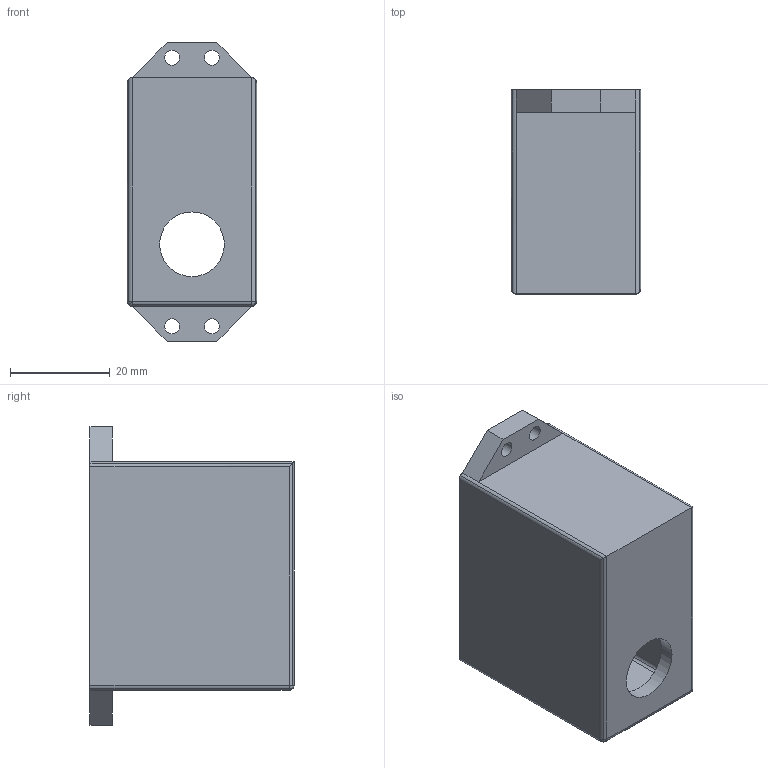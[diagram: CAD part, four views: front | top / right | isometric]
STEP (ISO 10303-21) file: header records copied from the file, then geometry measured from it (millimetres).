
FILE_DESCRIPTION (( 'STEP AP203' ), '1' );
FILE_NAME ('servo_holder_2.step_Default_sldprt.STEP', '2025-06-27T13:49:57', ( '' ), ( '' ), 'SwSTEP 2.0', 'SolidWorks 2024', '' );
FILE_SCHEMA (( 'CONFIG_CONTROL_DESIGN' ));
Length unit declared in the file: metre
Products named in the file (1): servo_holder_2.step_Default_sldprt
Bounding box: 26 x 41 x 60 mm (x, y, z)
Volume: 18991 mm3; surface area: 13108.6 mm2
Topology: 1 solids, 1 shells, 63 faces, 154 edges, 94 vertices
Faces by surface type: cylinder 36, plane 23, sphere 4
Entity records: 1931 total; most frequent: CARTESIAN_POINT 348, DIRECTION 320, ORIENTED_EDGE 308, EDGE_CURVE 154, AXIS2_PLACEMENT_3D 114, VERTEX_POINT 94, LINE 92, VECTOR 92
